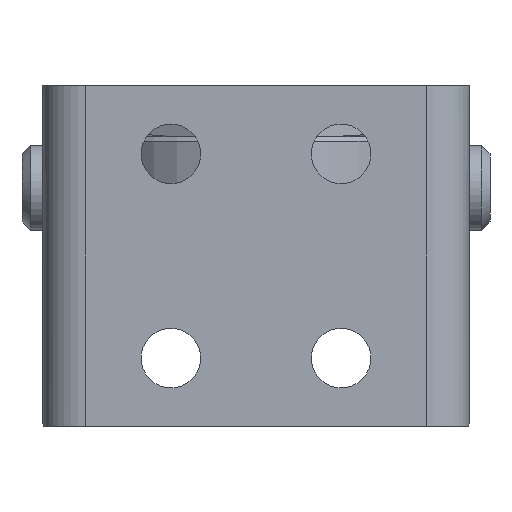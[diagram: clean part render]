
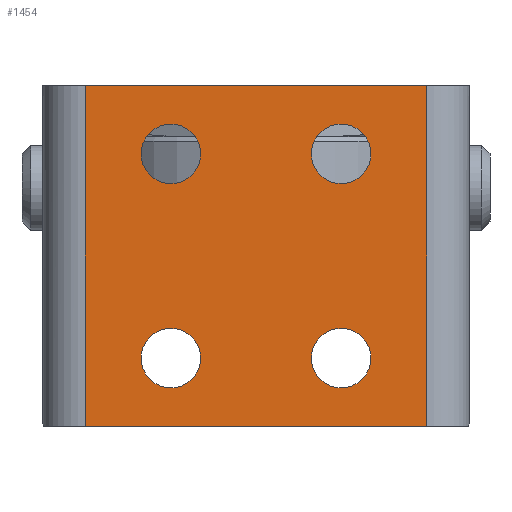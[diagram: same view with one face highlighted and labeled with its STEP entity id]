
A CAD part, front view. The second image highlights one B-rep face of the part: STEP entity #1454.
In plain terms, the highlighted planar face has unit normal (0, -1, 0).
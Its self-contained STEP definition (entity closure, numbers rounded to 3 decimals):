
#125=LINE('',#2248,#201);
#126=LINE('',#2260,#202);
#127=LINE('',#2262,#203);
#128=LINE('',#2264,#204);
#201=VECTOR('',#1796,1000.);
#202=VECTOR('',#1809,1000.);
#203=VECTOR('',#1810,1000.);
#204=VECTOR('',#1811,1000.);
#284=ORIENTED_EDGE('',*,*,#667,.F.);
#285=ORIENTED_EDGE('',*,*,#668,.F.);
#286=ORIENTED_EDGE('',*,*,#669,.F.);
#287=ORIENTED_EDGE('',*,*,#670,.F.);
#288=ORIENTED_EDGE('',*,*,#671,.F.);
#289=ORIENTED_EDGE('',*,*,#665,.F.);
#290=ORIENTED_EDGE('',*,*,#672,.T.);
#291=ORIENTED_EDGE('',*,*,#673,.T.);
#665=EDGE_CURVE('',#856,#857,#125,.T.);
#667=EDGE_CURVE('',#858,#858,#996,.T.);
#668=EDGE_CURVE('',#859,#859,#997,.T.);
#669=EDGE_CURVE('',#860,#860,#998,.T.);
#670=EDGE_CURVE('',#861,#861,#999,.T.);
#671=EDGE_CURVE('',#857,#862,#126,.T.);
#672=EDGE_CURVE('',#856,#863,#127,.T.);
#673=EDGE_CURVE('',#863,#862,#128,.T.);
#856=VERTEX_POINT('',#2247);
#857=VERTEX_POINT('',#2249);
#858=VERTEX_POINT('',#2253);
#859=VERTEX_POINT('',#2255);
#860=VERTEX_POINT('',#2257);
#861=VERTEX_POINT('',#2259);
#862=VERTEX_POINT('',#2261);
#863=VERTEX_POINT('',#2263);
#996=CIRCLE('',#1600,3.5);
#997=CIRCLE('',#1601,3.5);
#998=CIRCLE('',#1602,3.5);
#999=CIRCLE('',#1603,3.5);
#1073=EDGE_LOOP('',(#284));
#1074=EDGE_LOOP('',(#285));
#1075=EDGE_LOOP('',(#286));
#1076=EDGE_LOOP('',(#287));
#1077=EDGE_LOOP('',(#288,#289,#290,#291));
#1235=FACE_BOUND('',#1073,.T.);
#1236=FACE_BOUND('',#1074,.T.);
#1237=FACE_BOUND('',#1075,.T.);
#1238=FACE_BOUND('',#1076,.T.);
#1239=FACE_BOUND('',#1077,.T.);
#1397=PLANE('',#1599);
#1454=ADVANCED_FACE('',(#1235,#1236,#1237,#1238,#1239),#1397,.T.);
#1599=AXIS2_PLACEMENT_3D('',#2251,#1799,#1800);
#1600=AXIS2_PLACEMENT_3D('',#2252,#1801,#1802);
#1601=AXIS2_PLACEMENT_3D('',#2254,#1803,#1804);
#1602=AXIS2_PLACEMENT_3D('',#2256,#1805,#1806);
#1603=AXIS2_PLACEMENT_3D('',#2258,#1807,#1808);
#1796=DIRECTION('',(0.,0.,1.));
#1799=DIRECTION('',(0.,-1.,0.));
#1800=DIRECTION('',(0.,0.,-1.));
#1801=DIRECTION('',(0.,-1.,0.));
#1802=DIRECTION('',(0.,0.,-1.));
#1803=DIRECTION('',(0.,-1.,0.));
#1804=DIRECTION('',(0.,0.,-1.));
#1805=DIRECTION('',(0.,-1.,0.));
#1806=DIRECTION('',(0.,0.,-1.));
#1807=DIRECTION('',(0.,-1.,0.));
#1808=DIRECTION('',(0.,0.,-1.));
#1809=DIRECTION('',(1.,0.,0.));
#1810=DIRECTION('',(1.,0.,0.));
#1811=DIRECTION('',(0.,0.,1.));
#2247=CARTESIAN_POINT('',(-20.05,0.,-40.));
#2248=CARTESIAN_POINT('',(-20.05,0.,-40.));
#2249=CARTESIAN_POINT('',(-20.05,0.,0.));
#2251=CARTESIAN_POINT('',(-20.05,0.,-40.));
#2252=CARTESIAN_POINT('',(-10.,0.,-32.));
#2253=CARTESIAN_POINT('',(-10.,0.,-35.5));
#2254=CARTESIAN_POINT('',(10.,0.,-32.));
#2255=CARTESIAN_POINT('',(10.,0.,-35.5));
#2256=CARTESIAN_POINT('',(-10.,0.,-8.));
#2257=CARTESIAN_POINT('',(-10.,0.,-11.5));
#2258=CARTESIAN_POINT('',(10.,0.,-8.));
#2259=CARTESIAN_POINT('',(10.,0.,-11.5));
#2260=CARTESIAN_POINT('',(-20.05,0.,0.));
#2261=CARTESIAN_POINT('',(20.05,0.,0.));
#2262=CARTESIAN_POINT('',(-20.05,0.,-40.));
#2263=CARTESIAN_POINT('',(20.05,0.,-40.));
#2264=CARTESIAN_POINT('',(20.05,0.,-40.));
